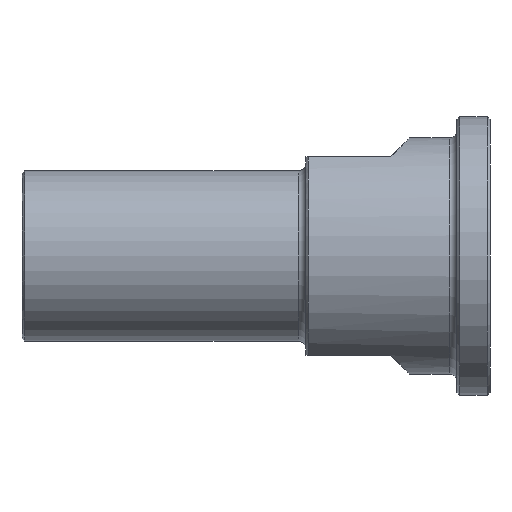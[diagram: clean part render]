
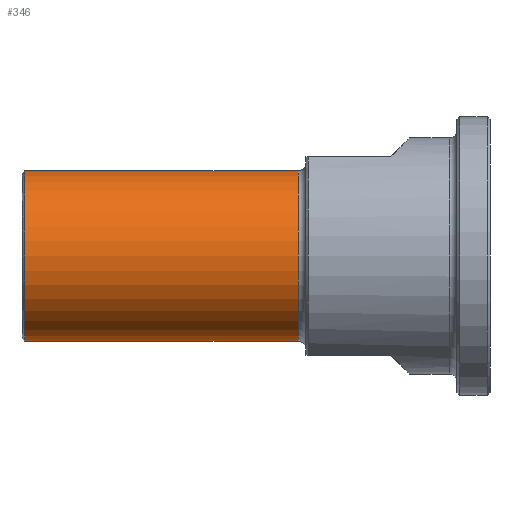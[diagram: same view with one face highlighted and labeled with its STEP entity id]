
A CAD part, front view. The second image highlights one B-rep face of the part: STEP entity #346.
In plain terms, the highlighted cylindrical face has radius 9 mm (diameter 18 mm), a full revolution.
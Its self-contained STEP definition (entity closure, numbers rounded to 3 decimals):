
#39=CIRCLE('',#400,9.);
#40=CIRCLE('',#401,9.);
#41=CIRCLE('',#403,9.);
#42=CIRCLE('',#404,9.);
#57=CYLINDRICAL_SURFACE('',#402,9.);
#73=FACE_OUTER_BOUND('',#95,.T.);
#95=EDGE_LOOP('',(#279,#280,#281,#282,#283,#284));
#121=LINE('',#622,#138);
#138=VECTOR('',#495,9.);
#165=VERTEX_POINT('',#613);
#166=VERTEX_POINT('',#614);
#167=VERTEX_POINT('',#619);
#168=VERTEX_POINT('',#620);
#206=EDGE_CURVE('',#165,#166,#39,.T.);
#207=EDGE_CURVE('',#166,#165,#40,.T.);
#209=EDGE_CURVE('',#167,#168,#41,.T.);
#210=EDGE_CURVE('',#167,#166,#121,.T.);
#211=EDGE_CURVE('',#168,#167,#42,.T.);
#279=ORIENTED_EDGE('',*,*,#209,.F.);
#280=ORIENTED_EDGE('',*,*,#210,.T.);
#281=ORIENTED_EDGE('',*,*,#206,.F.);
#282=ORIENTED_EDGE('',*,*,#207,.F.);
#283=ORIENTED_EDGE('',*,*,#210,.F.);
#284=ORIENTED_EDGE('',*,*,#211,.F.);
#346=ADVANCED_FACE('',(#73),#57,.T.);
#400=AXIS2_PLACEMENT_3D('',#615,#486,#487);
#401=AXIS2_PLACEMENT_3D('',#616,#488,#489);
#402=AXIS2_PLACEMENT_3D('',#618,#491,#492);
#403=AXIS2_PLACEMENT_3D('',#621,#493,#494);
#404=AXIS2_PLACEMENT_3D('',#623,#496,#497);
#486=DIRECTION('center_axis',(-1.,0.,0.));
#487=DIRECTION('ref_axis',(0.,-1.,0.));
#488=DIRECTION('center_axis',(-1.,0.,0.));
#489=DIRECTION('ref_axis',(0.,-1.,0.));
#491=DIRECTION('center_axis',(1.,0.,0.));
#492=DIRECTION('ref_axis',(0.,1.,0.));
#493=DIRECTION('center_axis',(1.,0.,0.));
#494=DIRECTION('ref_axis',(0.,-1.,0.));
#495=DIRECTION('',(-1.,0.,0.));
#496=DIRECTION('center_axis',(1.,0.,0.));
#497=DIRECTION('ref_axis',(0.,-1.,0.));
#613=CARTESIAN_POINT('',(-49.2,9.,0.));
#614=CARTESIAN_POINT('',(-49.2,-9.,0.));
#615=CARTESIAN_POINT('Origin',(-49.2,0.,0.));
#616=CARTESIAN_POINT('Origin',(-49.2,0.,0.));
#618=CARTESIAN_POINT('Origin',(-34.5,0.,0.));
#619=CARTESIAN_POINT('',(-20.3,-9.,0.));
#620=CARTESIAN_POINT('',(-20.3,0.,9.));
#621=CARTESIAN_POINT('Origin',(-20.3,0.,0.));
#622=CARTESIAN_POINT('',(-34.5,-9.,0.));
#623=CARTESIAN_POINT('Origin',(-20.3,0.,0.));
